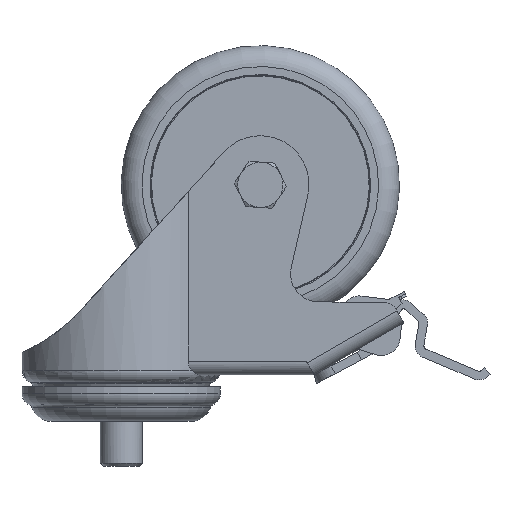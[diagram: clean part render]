
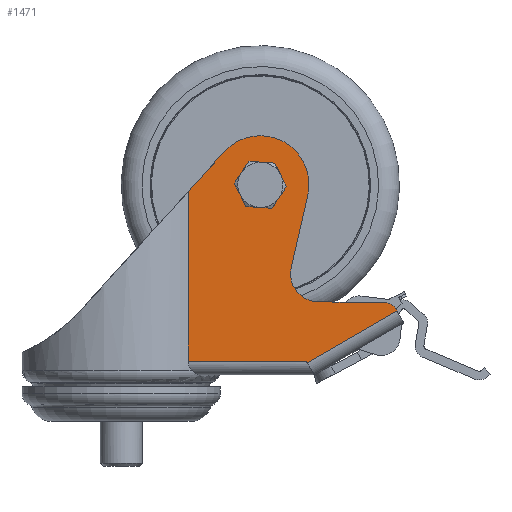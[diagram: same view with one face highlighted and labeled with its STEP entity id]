
A CAD part, front view. The second image highlights one B-rep face of the part: STEP entity #1471.
In plain terms, the highlighted face is planar.
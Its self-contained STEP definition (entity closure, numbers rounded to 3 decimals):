
#1471=ADVANCED_FACE('',(#1941,#1942),#1943,.F.);
#1941=FACE_BOUND('',#2641,.T.);
#1942=FACE_OUTER_BOUND('',#2642,.T.);
#1943=PLANE('',#2643);
#2641=EDGE_LOOP('',(#3734));
#2642=EDGE_LOOP('',(#3735,#3736,#3737,#3738,#3739,#3740,#3741,#3742,#3743,#3744,#3745));
#2643=AXIS2_PLACEMENT_3D('',#3746,#3747,#3748);
#3734=ORIENTED_EDGE('',*,*,#5749,.F.);
#3735=ORIENTED_EDGE('',*,*,#5750,.F.);
#3736=ORIENTED_EDGE('',*,*,#5751,.T.);
#3737=ORIENTED_EDGE('',*,*,#5752,.F.);
#3738=ORIENTED_EDGE('',*,*,#5753,.F.);
#3739=ORIENTED_EDGE('',*,*,#5754,.F.);
#3740=ORIENTED_EDGE('',*,*,#5755,.T.);
#3741=ORIENTED_EDGE('',*,*,#5756,.F.);
#3742=ORIENTED_EDGE('',*,*,#5726,.F.);
#3743=ORIENTED_EDGE('',*,*,#5747,.F.);
#3744=ORIENTED_EDGE('',*,*,#5757,.T.);
#3745=ORIENTED_EDGE('',*,*,#5758,.F.);
#3746=CARTESIAN_POINT('',(58.54,-115.75,-21.0));
#3747=DIRECTION('',(0.0,0.,1.0));
#3748=DIRECTION('',(0.0,-1.0,0.));
#5726=EDGE_CURVE('',#6613,#6614,#6615,.T.);
#5747=EDGE_CURVE('',#6652,#6613,#6654,.T.);
#5749=EDGE_CURVE('',#6656,#6656,#6657,.F.);
#5750=EDGE_CURVE('',#6658,#6659,#6660,.T.);
#5751=EDGE_CURVE('',#6658,#6661,#6662,.F.);
#5752=EDGE_CURVE('',#6663,#6661,#6664,.T.);
#5753=EDGE_CURVE('',#6665,#6663,#6666,.F.);
#5754=EDGE_CURVE('',#6667,#6665,#6668,.T.);
#5755=EDGE_CURVE('',#6667,#6669,#6670,.F.);
#5756=EDGE_CURVE('',#6614,#6669,#6671,.T.);
#5757=EDGE_CURVE('',#6652,#6672,#6673,.T.);
#5758=EDGE_CURVE('',#6659,#6672,#6674,.T.);
#6613=VERTEX_POINT('',#8288);
#6614=VERTEX_POINT('',#8289);
#6615=LINE('',#8290,#8291);
#6652=VERTEX_POINT('',#8372);
#6654=LINE('',#8374,#8375);
#6656=VERTEX_POINT('',#8384);
#6657=CIRCLE('',#8385,4.25);
#6658=VERTEX_POINT('',#8386);
#6659=VERTEX_POINT('',#8387);
#6660=LINE('',#8388,#8389);
#6661=VERTEX_POINT('',#8390);
#6662=CIRCLE('',#8391,3.);
#6663=VERTEX_POINT('',#8392);
#6664=LINE('',#8393,#8394);
#6665=VERTEX_POINT('',#8395);
#6666=CIRCLE('',#8396,8.0);
#6667=VERTEX_POINT('',#8397);
#6668=LINE('',#8398,#8399);
#6669=VERTEX_POINT('',#8400);
#6670=CIRCLE('',#8401,14.0);
#6671=LINE('',#8402,#8403);
#6672=VERTEX_POINT('',#8404);
#6673=LINE('',#8405,#8406);
#6674=LINE('',#8407,#8408);
#8288=CARTESIAN_POINT('',(19.268,-17.25,-21.0));
#8289=CARTESIAN_POINT('',(19.268,-65.952,-21.0));
#8290=CARTESIAN_POINT('',(19.268,-50.0,-21.0));
#8291=VECTOR('',#10069,1.0);
#8372=CARTESIAN_POINT('',(53.187,-17.25,-21.0));
#8374=CARTESIAN_POINT('',(58.54,-17.25,-21.0));
#8375=VECTOR('',#10102,1.0);
#8384=CARTESIAN_POINT('',(40.0,-72.15,-21.0));
#8385=AXIS2_PLACEMENT_3D('',#10103,#10104,#10105);
#8386=CARTESIAN_POINT('',(78.749,-32.448,-21.0));
#8387=CARTESIAN_POINT('',(79.232,-31.61,-21.0));
#8388=CARTESIAN_POINT('',(37.626,-103.675,-21.0));
#8389=VECTOR('',#10106,1.0);
#8390=CARTESIAN_POINT('',(76.203,-33.948,-21.0));
#8391=AXIS2_PLACEMENT_3D('',#10107,#10108,#10109);
#8392=CARTESIAN_POINT('',(56.527,-34.291,-21.0));
#8393=CARTESIAN_POINT('',(57.118,-34.281,-21.0));
#8394=VECTOR('',#10110,1.0);
#8395=CARTESIAN_POINT('',(48.869,-44.081,-21.0));
#8396=AXIS2_PLACEMENT_3D('',#10111,#10112,#10113);
#8397=CARTESIAN_POINT('',(53.645,-64.865,-21.0));
#8398=CARTESIAN_POINT('',(64.995,-114.267,-21.0));
#8399=VECTOR('',#10114,1.0);
#8400=CARTESIAN_POINT('',(29.618,-77.393,-21.0));
#8401=AXIS2_PLACEMENT_3D('',#10115,#10116,#10117);
#8402=CARTESIAN_POINT('',(61.719,-112.873,-21.0));
#8403=VECTOR('',#10118,1.0);
#8404=CARTESIAN_POINT('',(53.48,-16.742,-21.0));
#8405=CARTESIAN_POINT('',(4.247,-102.018,-21.0));
#8406=VECTOR('',#10119,1.0);
#8407=CARTESIAN_POINT('',(100.797,-44.06,-21.0));
#8408=VECTOR('',#10120,1.0);
#10069=DIRECTION('',(0.0,-1.0,0.0));
#10102=DIRECTION('',(-1.0,0.0,0.0));
#10103=CARTESIAN_POINT('',(40.0,-67.9,-21.0));
#10104=DIRECTION('',(0.0,0.,1.0));
#10105=DIRECTION('',(0.0,-1.0,0.));
#10106=DIRECTION('',(0.5,0.866,0.));
#10107=CARTESIAN_POINT('',(76.151,-30.948,-21.0));
#10108=DIRECTION('',(0.0,0.,1.0));
#10109=DIRECTION('',(0.0,-1.0,0.));
#10110=DIRECTION('',(1.,0.017,0.));
#10111=CARTESIAN_POINT('',(56.666,-42.29,-21.0));
#10112=DIRECTION('',(0.0,0.,1.0));
#10113=DIRECTION('',(0.0,-1.0,0.));
#10114=DIRECTION('',(-0.224,0.975,0.));
#10115=CARTESIAN_POINT('',(40.0,-68.0,-21.0));
#10116=DIRECTION('',(0.0,0.,1.0));
#10117=DIRECTION('',(0.0,-1.0,0.));
#10118=DIRECTION('',(0.671,-0.742,0.));
#10119=DIRECTION('',(0.5,0.866,0.0));
#10120=DIRECTION('',(-0.866,0.5,0.0));
